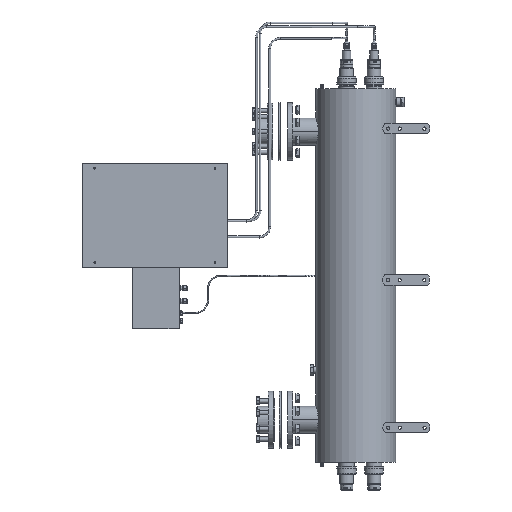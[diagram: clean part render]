
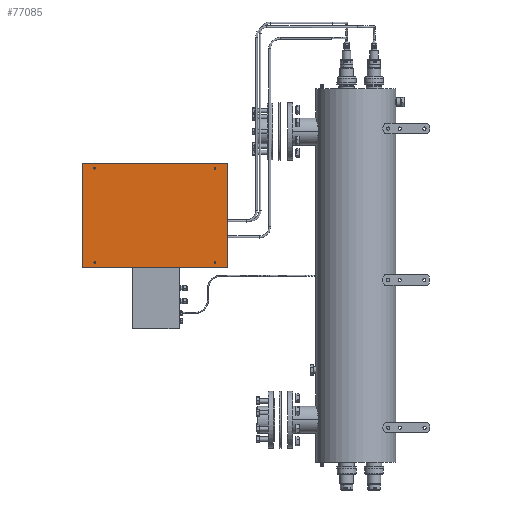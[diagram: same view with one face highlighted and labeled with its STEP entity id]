
A CAD part, left-side view. The second image highlights one B-rep face of the part: STEP entity #77085.
In plain terms, the highlighted planar face has unit normal (-1, 0, 0).
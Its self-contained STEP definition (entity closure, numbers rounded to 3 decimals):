
#543 = DIRECTION ( 'NONE',  ( 0., 0., 1. ) ) ;
#718 = ORIENTED_EDGE ( 'NONE', *, *, #21346, .F. ) ;
#1055 = CARTESIAN_POINT ( 'NONE',  ( 777.676, 2261.749, 1270.951 ) ) ;
#4393 = EDGE_CURVE ( 'NONE', #59127, #78295, #83358, .T. ) ;
#4572 = EDGE_CURVE ( 'NONE', #43055, #43055, #34315, .T. ) ;
#5966 = EDGE_CURVE ( 'NONE', #16059, #16059, #17580, .T. ) ;
#6422 = EDGE_CURVE ( 'NONE', #74493, #59127, #42339, .T. ) ;
#7193 = FACE_BOUND ( 'NONE', #12166, .T. ) ;
#8697 = CARTESIAN_POINT ( 'NONE',  ( 777.676, 1701.749, 1670.951 ) ) ;
#9414 = CARTESIAN_POINT ( 'NONE',  ( 777.676, 1750.249, 1292.451 ) ) ;
#10205 = AXIS2_PLACEMENT_3D ( 'NONE', #32910, #52816, #60317 ) ;
#12166 = EDGE_LOOP ( 'NONE', ( #44991 ) ) ;
#12395 = DIRECTION ( 'NONE',  ( 0., 0., 1. ) ) ;
#12609 = DIRECTION ( 'NONE',  ( 0., 0., 1. ) ) ;
#13837 = DIRECTION ( 'NONE',  ( -1., 0., 0. ) ) ;
#15754 = EDGE_LOOP ( 'NONE', ( #51256 ) ) ;
#16059 = VERTEX_POINT ( 'NONE', #83730 ) ;
#17580 = CIRCLE ( 'NONE', #67031, 3. ) ;
#19003 = ORIENTED_EDGE ( 'NONE', *, *, #4393, .F. ) ;
#20503 = VECTOR ( 'NONE', #41474, 1000. ) ;
#21346 = EDGE_CURVE ( 'NONE', #55844, #74493, #71542, .T. ) ;
#23996 = DIRECTION ( 'NONE',  ( 0., 0., 1. ) ) ;
#24673 = CARTESIAN_POINT ( 'NONE',  ( 777.676, 1701.749, 1270.951 ) ) ;
#26614 = EDGE_LOOP ( 'NONE', ( #26759 ) ) ;
#26729 = VERTEX_POINT ( 'NONE', #53723 ) ;
#26759 = ORIENTED_EDGE ( 'NONE', *, *, #4572, .F. ) ;
#27164 = AXIS2_PLACEMENT_3D ( 'NONE', #27578, #13837, #543 ) ;
#27578 = CARTESIAN_POINT ( 'NONE',  ( 777.676, 1981.749, 1470.951 ) ) ;
#30860 = CIRCLE ( 'NONE', #47847, 3. ) ;
#31258 = DIRECTION ( 'NONE',  ( -1., 0., 0. ) ) ;
#31686 = CARTESIAN_POINT ( 'NONE',  ( 777.676, 2213.249, 1652.451 ) ) ;
#32910 = CARTESIAN_POINT ( 'NONE',  ( 777.676, 1750.249, 1289.451 ) ) ;
#34315 = CIRCLE ( 'NONE', #10205, 3. ) ;
#35013 = EDGE_CURVE ( 'NONE', #78295, #55844, #79450, .T. ) ;
#36045 = CARTESIAN_POINT ( 'NONE',  ( 777.676, 2261.749, 1670.951 ) ) ;
#36227 = CARTESIAN_POINT ( 'NONE',  ( 777.676, 2261.749, 1670.951 ) ) ;
#37695 = CARTESIAN_POINT ( 'NONE',  ( 777.676, 2213.249, 1289.451 ) ) ;
#38785 = DIRECTION ( 'NONE',  ( 0., 1., 0. ) ) ;
#38929 = ORIENTED_EDGE ( 'NONE', *, *, #40390, .F. ) ;
#38964 = DIRECTION ( 'NONE',  ( -1., 0., 0. ) ) ;
#39964 = FACE_BOUND ( 'NONE', #26614, .T. ) ;
#40390 = EDGE_CURVE ( 'NONE', #69677, #69677, #30860, .T. ) ;
#41474 = DIRECTION ( 'NONE',  ( 0., -1., 0. ) ) ;
#42339 = LINE ( 'NONE', #8697, #20503 ) ;
#43055 = VERTEX_POINT ( 'NONE', #9414 ) ;
#43722 = DIRECTION ( 'NONE',  ( 0., 0., 1. ) ) ;
#44878 = AXIS2_PLACEMENT_3D ( 'NONE', #31686, #31258, #12609 ) ;
#44991 = ORIENTED_EDGE ( 'NONE', *, *, #45610, .F. ) ;
#45610 = EDGE_CURVE ( 'NONE', #26729, #26729, #82993, .T. ) ;
#46766 = EDGE_LOOP ( 'NONE', ( #63506, #19003, #73364, #718 ) ) ;
#47847 = AXIS2_PLACEMENT_3D ( 'NONE', #37695, #38964, #23996 ) ;
#50398 = CARTESIAN_POINT ( 'NONE',  ( 777.676, 1701.749, 1270.951 ) ) ;
#51256 = ORIENTED_EDGE ( 'NONE', *, *, #5966, .F. ) ;
#52816 = DIRECTION ( 'NONE',  ( -1., 0., 0. ) ) ;
#53258 = FACE_BOUND ( 'NONE', #15754, .T. ) ;
#53723 = CARTESIAN_POINT ( 'NONE',  ( 777.676, 2213.249, 1655.451 ) ) ;
#55844 = VERTEX_POINT ( 'NONE', #1055 ) ;
#59127 = VERTEX_POINT ( 'NONE', #64881 ) ;
#60317 = DIRECTION ( 'NONE',  ( 0., 0., 1. ) ) ;
#61198 = PLANE ( 'NONE',  #27164 ) ;
#63506 = ORIENTED_EDGE ( 'NONE', *, *, #35013, .F. ) ;
#64881 = CARTESIAN_POINT ( 'NONE',  ( 777.676, 1701.749, 1670.951 ) ) ;
#67031 = AXIS2_PLACEMENT_3D ( 'NONE', #80062, #72987, #12395 ) ;
#67614 = CARTESIAN_POINT ( 'NONE',  ( 777.676, 2213.249, 1292.451 ) ) ;
#68029 = EDGE_LOOP ( 'NONE', ( #38929 ) ) ;
#68260 = FACE_OUTER_BOUND ( 'NONE', #46766, .T. ) ;
#69677 = VERTEX_POINT ( 'NONE', #67614 ) ;
#71542 = LINE ( 'NONE', #36227, #81756 ) ;
#72812 = VECTOR ( 'NONE', #38785, 1000. ) ;
#72987 = DIRECTION ( 'NONE',  ( -1., 0., 0. ) ) ;
#73364 = ORIENTED_EDGE ( 'NONE', *, *, #6422, .F. ) ;
#73779 = VECTOR ( 'NONE', #76727, 1000. ) ;
#74445 = FACE_BOUND ( 'NONE', #68029, .T. ) ;
#74493 = VERTEX_POINT ( 'NONE', #36045 ) ;
#76727 = DIRECTION ( 'NONE',  ( 0., 0., -1. ) ) ;
#77085 = ADVANCED_FACE ( 'NONE', ( #7193, #74445, #68260, #39964, #53258 ), #61198, .T. ) ;
#78295 = VERTEX_POINT ( 'NONE', #50398 ) ;
#78473 = CARTESIAN_POINT ( 'NONE',  ( 777.676, 1701.749, 1670.951 ) ) ;
#79450 = LINE ( 'NONE', #24673, #72812 ) ;
#80062 = CARTESIAN_POINT ( 'NONE',  ( 777.676, 1750.249, 1652.451 ) ) ;
#81756 = VECTOR ( 'NONE', #43722, 1000. ) ;
#82993 = CIRCLE ( 'NONE', #44878, 3. ) ;
#83358 = LINE ( 'NONE', #78473, #73779 ) ;
#83730 = CARTESIAN_POINT ( 'NONE',  ( 777.676, 1750.249, 1655.451 ) ) ;
